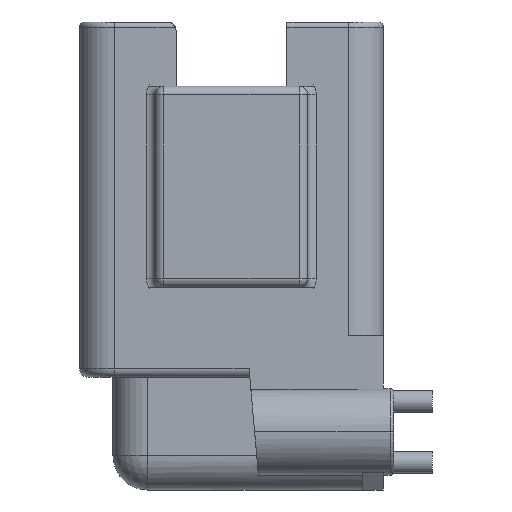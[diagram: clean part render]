
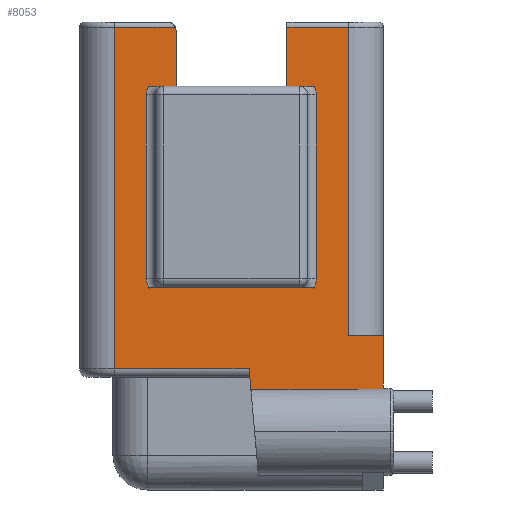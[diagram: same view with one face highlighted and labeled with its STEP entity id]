
A CAD part, left-side view. The second image highlights one B-rep face of the part: STEP entity #8053.
In plain terms, the highlighted planar face has unit normal (-1, 0, 0).
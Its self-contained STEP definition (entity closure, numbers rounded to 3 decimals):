
#844=DIRECTION('',(0.,1.,0.));
#845=VECTOR('',#844,1.936);
#846=CARTESIAN_POINT('',(-17.59,-6.,-4.699));
#847=LINE('',#846,#845);
#860=DIRECTION('',(0.,1.,0.));
#861=VECTOR('',#860,1.936);
#862=CARTESIAN_POINT('',(-17.59,4.064,-4.699));
#863=LINE('',#862,#861);
#939=DIRECTION('',(0.,0.,-1.));
#940=VECTOR('',#939,0.093);
#941=CARTESIAN_POINT('',(-17.59,-6.,-4.606));
#942=LINE('',#941,#940);
#943=DIRECTION('',(0.,0.,-1.));
#944=VECTOR('',#943,0.093);
#945=CARTESIAN_POINT('',(-17.59,-6.,-19.431));
#946=LINE('',#945,#944);
#1090=DIRECTION('',(0.,0.,-1.));
#1091=VECTOR('',#1090,0.093);
#1092=CARTESIAN_POINT('',(-17.59,6.,-19.431));
#1093=LINE('',#1092,#1091);
#1094=DIRECTION('',(0.,0.,-1.));
#1095=VECTOR('',#1094,0.093);
#1096=CARTESIAN_POINT('',(-17.59,6.,-4.606));
#1097=LINE('',#1096,#1095);
#1249=CARTESIAN_POINT('',(-17.59,-4.953,-5.334));
#1250=DIRECTION('',(-1.,0.,0.));
#1251=DIRECTION('',(0.,-1.,0.));
#1252=AXIS2_PLACEMENT_3D('',#1249,#1250,#1251);
#1254=DIRECTION('',(0.,0.,1.));
#1255=VECTOR('',#1254,4.318);
#1256=CARTESIAN_POINT('',(-17.59,-4.064,-4.699));
#1257=LINE('',#1256,#1255);
#1258=DIRECTION('',(0.,-1.,0.));
#1259=VECTOR('',#1258,4.521);
#1260=CARTESIAN_POINT('',(-17.59,-4.064,-0.381));
#1261=LINE('',#1260,#1259);
#1262=DIRECTION('',(0.,0.,1.));
#1263=VECTOR('',#1262,3.905);
#1264=CARTESIAN_POINT('',(-17.59,-11.125,-26.892));
#1265=LINE('',#1264,#1263);
#1266=DIRECTION('',(0.,-1.,0.));
#1267=VECTOR('',#1266,9.704);
#1268=CARTESIAN_POINT('',(-17.59,-1.421,-26.892));
#1269=LINE('',#1268,#1267);
#1270=DIRECTION('',(0.,-1.,0.));
#1271=VECTOR('',#1270,9.876);
#1272=CARTESIAN_POINT('',(-17.59,8.585,-25.4));
#1273=LINE('',#1272,#1271);
#1274=DIRECTION('',(0.,0.,-1.));
#1275=VECTOR('',#1274,25.019);
#1276=CARTESIAN_POINT('',(-17.59,8.585,-0.381));
#1277=LINE('',#1276,#1275);
#1278=DIRECTION('',(0.,-1.,0.));
#1279=VECTOR('',#1278,4.468);
#1280=CARTESIAN_POINT('',(-17.59,8.585,-0.381));
#1281=LINE('',#1280,#1279);
#1282=CARTESIAN_POINT('',(-17.59,4.699,-0.635));
#1283=DIRECTION('',(-1.,0.,0.));
#1284=DIRECTION('',(0.,-1.,0.));
#1285=AXIS2_PLACEMENT_3D('',#1282,#1283,#1284);
#1287=DIRECTION('',(0.,0.,-1.));
#1288=VECTOR('',#1287,4.064);
#1289=CARTESIAN_POINT('',(-17.59,4.064,-0.635));
#1290=LINE('',#1289,#1288);
#1291=CARTESIAN_POINT('',(-17.59,4.953,-5.334));
#1292=DIRECTION('',(-1.,0.,0.));
#1293=DIRECTION('',(0.,0.821,0.571));
#1294=AXIS2_PLACEMENT_3D('',#1291,#1292,#1293);
#1296=DIRECTION('',(0.,0.,-1.));
#1297=VECTOR('',#1296,13.462);
#1298=CARTESIAN_POINT('',(-17.59,6.228,-5.334));
#1299=LINE('',#1298,#1297);
#1300=CARTESIAN_POINT('',(-17.59,4.953,-18.796));
#1301=DIRECTION('',(-1.,0.,0.));
#1302=DIRECTION('',(0.,1.,0.));
#1303=AXIS2_PLACEMENT_3D('',#1300,#1301,#1302);
#1305=DIRECTION('',(0.,1.,0.));
#1306=VECTOR('',#1305,12.);
#1307=CARTESIAN_POINT('',(-17.59,-6.,-19.431));
#1308=LINE('',#1307,#1306);
#1309=CARTESIAN_POINT('',(-17.59,-4.953,-18.796));
#1310=DIRECTION('',(-1.,0.,0.));
#1311=DIRECTION('',(0.,-0.821,-0.571));
#1312=AXIS2_PLACEMENT_3D('',#1309,#1310,#1311);
#1314=DIRECTION('',(0.,0.,1.));
#1315=VECTOR('',#1314,13.462);
#1316=CARTESIAN_POINT('',(-17.59,-6.228,-18.796));
#1317=LINE('',#1316,#1315);
#1318=CARTESIAN_POINT('',(-17.59,-6.,-4.606));
#1353=CARTESIAN_POINT('',(-17.59,-6.,-19.524));
#1426=CARTESIAN_POINT('',(-17.59,6.,-19.524));
#1471=CARTESIAN_POINT('',(-17.59,6.,-4.606));
#1528=DIRECTION('',(0.,0.,-1.));
#1529=VECTOR('',#1528,22.606);
#1530=CARTESIAN_POINT('',(-17.59,-8.585,-0.381));
#1531=LINE('',#1530,#1529);
#1536=DIRECTION('',(0.,1.,0.));
#1537=VECTOR('',#1536,2.54);
#1538=CARTESIAN_POINT('',(-17.59,-11.125,-22.987));
#1539=LINE('',#1538,#1537);
#1687=DIRECTION('',(0.,-0.087,-0.996));
#1688=VECTOR('',#1687,1.497);
#1689=CARTESIAN_POINT('',(-17.59,-1.291,-25.4));
#1690=LINE('',#1689,#1688);
#5472=CARTESIAN_POINT('',(-17.59,-8.585,-22.987));
#5474=VERTEX_POINT('',#5472);
#5480=CARTESIAN_POINT('',(-17.59,-11.125,-22.987));
#5481=VERTEX_POINT('',#5480);
#5545=CARTESIAN_POINT('',(-17.59,-11.125,-26.892));
#5547=VERTEX_POINT('',#5545);
#5668=CARTESIAN_POINT('',(-17.59,-1.421,-26.892));
#5669=VERTEX_POINT('',#5668);
#5686=CARTESIAN_POINT('',(-17.59,8.585,-25.4));
#5687=CARTESIAN_POINT('',(-17.59,-1.291,-25.4));
#5688=VERTEX_POINT('',#5686);
#5689=VERTEX_POINT('',#5687);
#5852=CARTESIAN_POINT('',(-17.59,-8.585,-0.381));
#5853=VERTEX_POINT('',#5852);
#5854=CARTESIAN_POINT('',(-17.59,-4.064,-0.381));
#5856=VERTEX_POINT('',#5854);
#5874=CARTESIAN_POINT('',(-17.59,8.585,-0.381));
#5875=CARTESIAN_POINT('',(-17.59,4.117,-0.381));
#5876=VERTEX_POINT('',#5874);
#5877=VERTEX_POINT('',#5875);
#6656=CARTESIAN_POINT('',(-17.59,4.064,-0.635));
#6657=VERTEX_POINT('',#6656);
#6674=CARTESIAN_POINT('',(-17.59,-6.228,-18.796));
#6675=CARTESIAN_POINT('',(-17.59,-6.228,-5.334));
#6676=VERTEX_POINT('',#6674);
#6677=VERTEX_POINT('',#6675);
#6682=CARTESIAN_POINT('',(-17.59,6.228,-5.334));
#6683=CARTESIAN_POINT('',(-17.59,6.228,-18.796));
#6684=VERTEX_POINT('',#6682);
#6685=VERTEX_POINT('',#6683);
#6690=CARTESIAN_POINT('',(-17.59,-6.,-19.431));
#6691=CARTESIAN_POINT('',(-17.59,6.,-19.431));
#6692=VERTEX_POINT('',#6690);
#6693=VERTEX_POINT('',#6691);
#6710=VERTEX_POINT('',#1318);
#6714=VERTEX_POINT('',#1353);
#6716=VERTEX_POINT('',#1426);
#6720=VERTEX_POINT('',#1471);
#6722=CARTESIAN_POINT('',(-17.59,-6.,-4.699));
#6723=VERTEX_POINT('',#6722);
#6726=CARTESIAN_POINT('',(-17.59,6.,-4.699));
#6727=VERTEX_POINT('',#6726);
#6730=CARTESIAN_POINT('',(-17.59,-4.064,-4.699));
#6731=VERTEX_POINT('',#6730);
#6732=CARTESIAN_POINT('',(-17.59,4.064,-4.699));
#6733=VERTEX_POINT('',#6732);
#8006=CARTESIAN_POINT('',(-17.59,8.585,0.));
#8007=DIRECTION('',(-1.,0.,0.));
#8008=DIRECTION('',(0.,-1.,0.));
#8009=AXIS2_PLACEMENT_3D('',#8006,#8007,#8008);
#8010=PLANE('',#8009);
#8012=ORIENTED_EDGE('',*,*,#8011,.T.);
#8013=ORIENTED_EDGE('',*,*,#7590,.T.);
#8014=ORIENTED_EDGE('',*,*,#7495,.T.);
#8015=ORIENTED_EDGE('',*,*,#7418,.T.);
#8017=ORIENTED_EDGE('',*,*,#8016,.T.);
#8019=ORIENTED_EDGE('',*,*,#8018,.T.);
#8021=ORIENTED_EDGE('',*,*,#8020,.F.);
#8022=ORIENTED_EDGE('',*,*,#6881,.F.);
#8024=ORIENTED_EDGE('',*,*,#8023,.F.);
#8026=ORIENTED_EDGE('',*,*,#8025,.F.);
#8028=ORIENTED_EDGE('',*,*,#8027,.F.);
#8030=ORIENTED_EDGE('',*,*,#8029,.F.);
#8032=ORIENTED_EDGE('',*,*,#8031,.T.);
#8034=ORIENTED_EDGE('',*,*,#8033,.F.);
#8036=ORIENTED_EDGE('',*,*,#8035,.T.);
#8037=ORIENTED_EDGE('',*,*,#7511,.T.);
#8038=ORIENTED_EDGE('',*,*,#7796,.F.);
#8040=ORIENTED_EDGE('',*,*,#8039,.T.);
#8041=ORIENTED_EDGE('',*,*,#7996,.T.);
#8043=ORIENTED_EDGE('',*,*,#8042,.T.);
#8044=ORIENTED_EDGE('',*,*,#7784,.F.);
#8045=ORIENTED_EDGE('',*,*,#7847,.F.);
#8046=ORIENTED_EDGE('',*,*,#7602,.T.);
#8048=ORIENTED_EDGE('',*,*,#8047,.T.);
#8050=ORIENTED_EDGE('',*,*,#8049,.T.);
#8051=EDGE_LOOP('',(#8012,#8013,#8014,#8015,#8017,#8019,#8021,#8022,#8024,#8026,
#8028,#8030,#8032,#8034,#8036,#8037,#8038,#8040,#8041,#8043,#8044,#8045,#8046,
#8048,#8050));
#8052=FACE_OUTER_BOUND('',#8051,.F.);
#8053=ADVANCED_FACE('',(#8052),#8010,.T.);
#1253=CIRCLE('',#1252,1.275);
#1286=CIRCLE('',#1285,0.635);
#1295=CIRCLE('',#1294,1.275);
#1304=CIRCLE('',#1303,1.275);
#1313=CIRCLE('',#1312,1.275);
#6881=EDGE_CURVE('',#5547,#5481,#1265,.T.);
#7418=EDGE_CURVE('',#6731,#5856,#1257,.T.);
#7495=EDGE_CURVE('',#6723,#6731,#847,.T.);
#7511=EDGE_CURVE('',#6733,#6727,#863,.T.);
#7590=EDGE_CURVE('',#6710,#6723,#942,.T.);
#7602=EDGE_CURVE('',#6692,#6714,#946,.T.);
#7784=EDGE_CURVE('',#6693,#6716,#1093,.T.);
#7796=EDGE_CURVE('',#6720,#6727,#1097,.T.);
#7847=EDGE_CURVE('',#6692,#6693,#1308,.T.);
#7996=EDGE_CURVE('',#6684,#6685,#1299,.T.);
#8011=EDGE_CURVE('',#6677,#6710,#1253,.T.);
#8016=EDGE_CURVE('',#5856,#5853,#1261,.T.);
#8018=EDGE_CURVE('',#5853,#5474,#1531,.T.);
#8020=EDGE_CURVE('',#5481,#5474,#1539,.T.);
#8023=EDGE_CURVE('',#5669,#5547,#1269,.T.);
#8025=EDGE_CURVE('',#5689,#5669,#1690,.T.);
#8027=EDGE_CURVE('',#5688,#5689,#1273,.T.);
#8029=EDGE_CURVE('',#5876,#5688,#1277,.T.);
#8031=EDGE_CURVE('',#5876,#5877,#1281,.T.);
#8033=EDGE_CURVE('',#6657,#5877,#1286,.T.);
#8035=EDGE_CURVE('',#6657,#6733,#1290,.T.);
#8039=EDGE_CURVE('',#6720,#6684,#1295,.T.);
#8042=EDGE_CURVE('',#6685,#6716,#1304,.T.);
#8047=EDGE_CURVE('',#6714,#6676,#1313,.T.);
#8049=EDGE_CURVE('',#6676,#6677,#1317,.T.);
